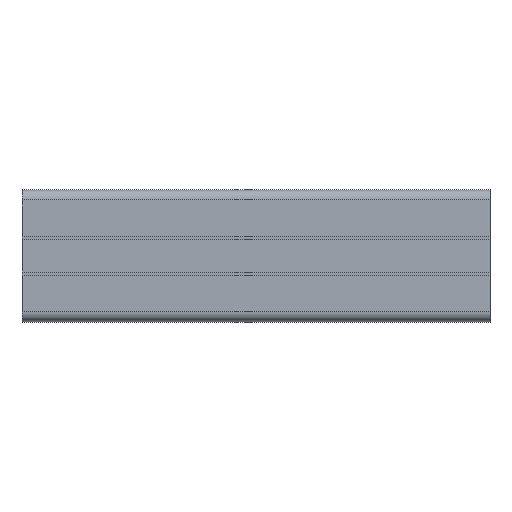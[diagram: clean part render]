
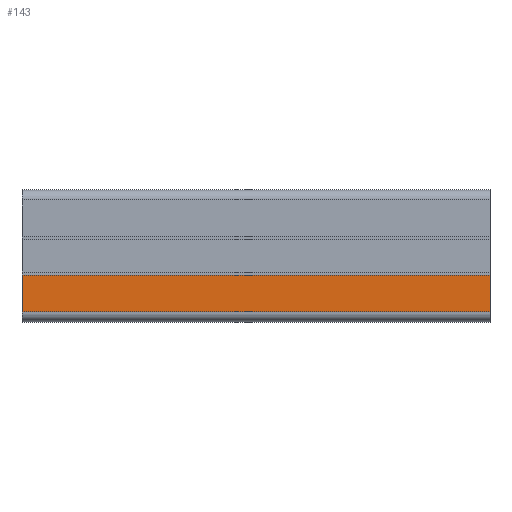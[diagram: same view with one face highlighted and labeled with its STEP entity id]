
A CAD part, top view. The second image highlights one B-rep face of the part: STEP entity #143.
In plain terms, the highlighted planar face has unit normal (0, 0, 1).
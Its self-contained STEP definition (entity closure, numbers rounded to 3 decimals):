
#143=ADVANCED_FACE('',(#346),#347,.T.);
#346=FACE_OUTER_BOUND('',#624,.T.);
#347=PLANE('',#625);
#624=EDGE_LOOP('',(#1242,#1243,#1244,#1245));
#625=AXIS2_PLACEMENT_3D('',#1246,#1247,#1248);
#1242=ORIENTED_EDGE('',*,*,#2164,.T.);
#1243=ORIENTED_EDGE('',*,*,#2165,.F.);
#1244=ORIENTED_EDGE('',*,*,#2166,.T.);
#1245=ORIENTED_EDGE('',*,*,#2167,.T.);
#1246=CARTESIAN_POINT('',(0.0,-11.4,20.0));
#1247=DIRECTION('',(0.0,0.0,1.0));
#1248=DIRECTION('',(0.0,-1.0,0.0));
#2164=EDGE_CURVE('',#2696,#2697,#2698,.T.);
#2165=EDGE_CURVE('',#2699,#2697,#2700,.T.);
#2166=EDGE_CURVE('',#2699,#2701,#2702,.T.);
#2167=EDGE_CURVE('',#2701,#2696,#2703,.T.);
#2696=VERTEX_POINT('',#3536);
#2697=VERTEX_POINT('',#3537);
#2698=LINE('',#3538,#3539);
#2699=VERTEX_POINT('',#3540);
#2700=LINE('',#3541,#3542);
#2701=VERTEX_POINT('',#3543);
#2702=LINE('',#3544,#3545);
#2703=LINE('',#3546,#3547);
#3536=CARTESIAN_POINT('',(142.0,-17.0,20.0));
#3537=CARTESIAN_POINT('',(142.0,-5.8,20.0));
#3538=CARTESIAN_POINT('',(142.0,-5.8,20.0));
#3539=VECTOR('',#4292,1.0);
#3540=CARTESIAN_POINT('',(0.0,-5.8,20.0));
#3541=CARTESIAN_POINT('',(0.0,-5.8,20.0));
#3542=VECTOR('',#4293,1.0);
#3543=CARTESIAN_POINT('',(0.0,-17.0,20.0));
#3544=CARTESIAN_POINT('',(0.0,-5.8,20.0));
#3545=VECTOR('',#4294,1.0);
#3546=CARTESIAN_POINT('',(0.0,-17.0,20.0));
#3547=VECTOR('',#4295,1.0);
#4292=DIRECTION('',(0.0,1.0,0.0));
#4293=DIRECTION('',(1.0,0.0,0.0));
#4294=DIRECTION('',(0.0,-1.0,0.0));
#4295=DIRECTION('',(1.0,0.0,0.0));
